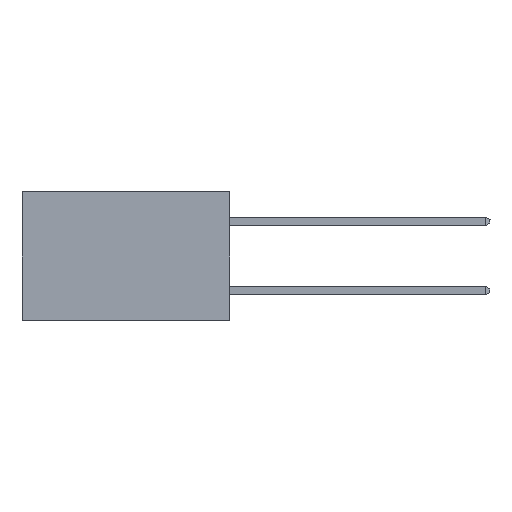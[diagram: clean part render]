
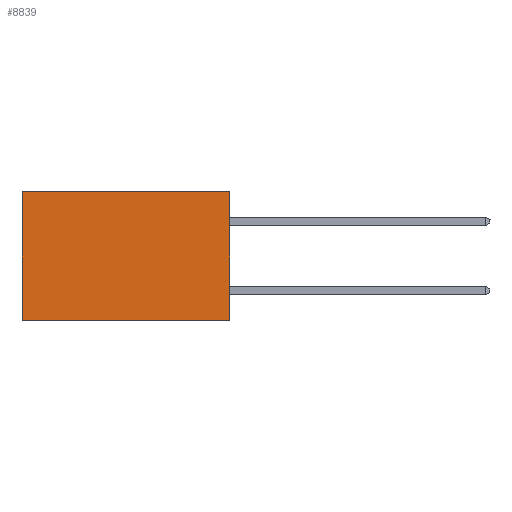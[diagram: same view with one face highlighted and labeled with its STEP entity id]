
A CAD part, left-side view. The second image highlights one B-rep face of the part: STEP entity #8839.
In plain terms, the highlighted planar face has unit normal (-1, 0, 0).
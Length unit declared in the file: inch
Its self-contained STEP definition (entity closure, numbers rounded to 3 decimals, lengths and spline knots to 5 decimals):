
#623 = CARTESIAN_POINT ( 'NONE',  ( 0.2615, 0., -0.37 ) ) ;
#835 = DIRECTION ( 'NONE',  ( 0., 0., -1. ) ) ;
#954 = LINE ( 'NONE', #1962, #2501 ) ;
#1012 = EDGE_CURVE ( 'NONE', #6312, #10795, #12299, .T. ) ;
#1177 = AXIS2_PLACEMENT_3D ( 'NONE', #623, #2753, #835 ) ;
#1329 = CARTESIAN_POINT ( 'NONE',  ( 0.2615, 0.6, -0.37 ) ) ;
#1741 = ORIENTED_EDGE ( 'NONE', *, *, #6250, .F. ) ;
#1962 = CARTESIAN_POINT ( 'NONE',  ( 0.2615, 0., -0.37 ) ) ;
#2501 = VECTOR ( 'NONE', #10643, 39.37008 ) ;
#2610 = VERTEX_POINT ( 'NONE', #1329 ) ;
#2753 = DIRECTION ( 'NONE',  ( 1., 0., 0. ) ) ;
#3060 = ORIENTED_EDGE ( 'NONE', *, *, #12498, .T. ) ;
#3333 = LINE ( 'NONE', #9701, #8008 ) ;
#4013 = PLANE ( 'NONE',  #1177 ) ;
#5476 = DIRECTION ( 'NONE',  ( 0., 0., -1. ) ) ;
#5685 = CARTESIAN_POINT ( 'NONE',  ( 0.2615, 0.6, -0.37 ) ) ;
#6250 = EDGE_CURVE ( 'NONE', #10795, #2610, #954, .T. ) ;
#6312 = VERTEX_POINT ( 'NONE', #9586 ) ;
#6930 = CARTESIAN_POINT ( 'NONE',  ( 0.2615, 0., -0.37 ) ) ;
#7670 = CARTESIAN_POINT ( 'NONE',  ( 0.2615, 0., -0.37 ) ) ;
#7903 = CARTESIAN_POINT ( 'NONE',  ( 0.2615, 0.6, 0. ) ) ;
#8008 = VECTOR ( 'NONE', #12093, 39.37008 ) ;
#8839 = ADVANCED_FACE ( 'NONE', ( #13674 ), #4013, .F. ) ;
#9586 = CARTESIAN_POINT ( 'NONE',  ( 0.2615, 0., 0. ) ) ;
#9701 = CARTESIAN_POINT ( 'NONE',  ( 0.2615, 0., 0. ) ) ;
#10643 = DIRECTION ( 'NONE',  ( 0., 1., 0. ) ) ;
#10683 = VECTOR ( 'NONE', #5476, 39.37008 ) ;
#10795 = VERTEX_POINT ( 'NONE', #7670 ) ;
#11105 = ORIENTED_EDGE ( 'NONE', *, *, #12142, .T. ) ;
#11167 = EDGE_LOOP ( 'NONE', ( #11105, #1741, #13861, #3060 ) ) ;
#11236 = DIRECTION ( 'NONE',  ( 0., 0., -1. ) ) ;
#11282 = VECTOR ( 'NONE', #11236, 39.37008 ) ;
#11905 = LINE ( 'NONE', #5685, #10683 ) ;
#12093 = DIRECTION ( 'NONE',  ( 0., 1., 0. ) ) ;
#12142 = EDGE_CURVE ( 'NONE', #12212, #2610, #11905, .T. ) ;
#12212 = VERTEX_POINT ( 'NONE', #7903 ) ;
#12299 = LINE ( 'NONE', #6930, #11282 ) ;
#12498 = EDGE_CURVE ( 'NONE', #6312, #12212, #3333, .T. ) ;
#13674 = FACE_OUTER_BOUND ( 'NONE', #11167, .T. ) ;
#13861 = ORIENTED_EDGE ( 'NONE', *, *, #1012, .F. ) ;
